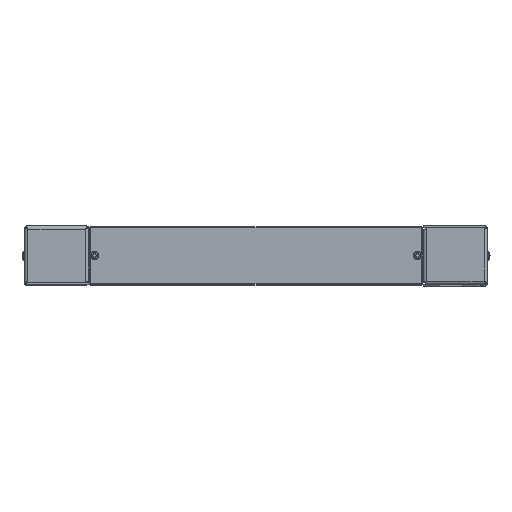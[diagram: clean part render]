
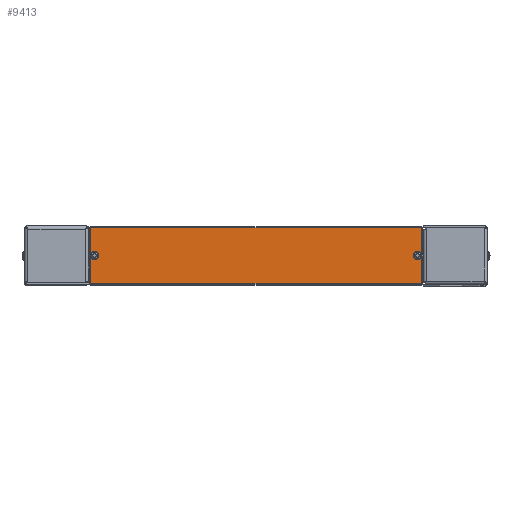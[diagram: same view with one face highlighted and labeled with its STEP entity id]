
A CAD part, top view. The second image highlights one B-rep face of the part: STEP entity #9413.
In plain terms, the highlighted face is planar.
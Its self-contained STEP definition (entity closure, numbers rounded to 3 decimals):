
#135 = CARTESIAN_POINT ( 'NONE',  ( 561.85, 48., -1. ) ) ;
#334 = EDGE_CURVE ( 'NONE', #8436, #4770, #9642, .T. ) ;
#424 = AXIS2_PLACEMENT_3D ( 'NONE', #3423, #4784, #1010 ) ;
#464 = PLANE ( 'NONE',  #9113 ) ;
#593 = CARTESIAN_POINT ( 'NONE',  ( 10.15, 48., -1. ) ) ;
#863 = EDGE_CURVE ( 'NONE', #1146, #3696, #6422, .T. ) ;
#893 = EDGE_LOOP ( 'NONE', ( #915, #2981 ) ) ;
#915 = ORIENTED_EDGE ( 'NONE', *, *, #334, .F. ) ;
#953 = FACE_BOUND ( 'NONE', #893, .T. ) ;
#985 = ORIENTED_EDGE ( 'NONE', *, *, #4741, .F. ) ;
#1010 = DIRECTION ( 'NONE',  ( -1., 0., 0. ) ) ;
#1146 = VERTEX_POINT ( 'NONE', #8302 ) ;
#1153 = DIRECTION ( 'NONE',  ( 0., 1., 0. ) ) ;
#1193 = VERTEX_POINT ( 'NONE', #1483 ) ;
#1483 = CARTESIAN_POINT ( 'NONE',  ( 0., 96., -1. ) ) ;
#1500 = VECTOR ( 'NONE', #5975, 1000. ) ;
#1733 = ORIENTED_EDGE ( 'NONE', *, *, #863, .F. ) ;
#1833 = VECTOR ( 'NONE', #9042, 1000. ) ;
#1895 = FACE_OUTER_BOUND ( 'NONE', #5574, .T. ) ;
#2041 = CARTESIAN_POINT ( 'NONE',  ( 0., 0., -1. ) ) ;
#2117 = CARTESIAN_POINT ( 'NONE',  ( 565.1, 48., -1. ) ) ;
#2155 = VECTOR ( 'NONE', #9164, 1000. ) ;
#2534 = DIRECTION ( 'NONE',  ( 0., 0., -1. ) ) ;
#2609 = CARTESIAN_POINT ( 'NONE',  ( 0., 0., -1. ) ) ;
#2631 = CARTESIAN_POINT ( 'NONE',  ( 572., 96., -1. ) ) ;
#2757 = DIRECTION ( 'NONE',  ( 0., 0., -1. ) ) ;
#2775 = CIRCLE ( 'NONE', #7662, 3.25 ) ;
#2894 = EDGE_CURVE ( 'NONE', #9365, #1193, #6391, .T. ) ;
#2981 = ORIENTED_EDGE ( 'NONE', *, *, #6474, .F. ) ;
#3042 = CARTESIAN_POINT ( 'NONE',  ( 572., 0., -1. ) ) ;
#3130 = LINE ( 'NONE', #9270, #2155 ) ;
#3224 = DIRECTION ( 'NONE',  ( 0., 0., -1. ) ) ;
#3326 = AXIS2_PLACEMENT_3D ( 'NONE', #8467, #3224, #6247 ) ;
#3389 = CARTESIAN_POINT ( 'NONE',  ( 572., 0., -1. ) ) ;
#3423 = CARTESIAN_POINT ( 'NONE',  ( 565.1, 48., -1. ) ) ;
#3523 = DIRECTION ( 'NONE',  ( -1., 0., 0. ) ) ;
#3566 = DIRECTION ( 'NONE',  ( 0., 0., -1. ) ) ;
#3696 = VERTEX_POINT ( 'NONE', #135 ) ;
#3934 = ORIENTED_EDGE ( 'NONE', *, *, #2894, .F. ) ;
#4136 = ORIENTED_EDGE ( 'NONE', *, *, #6324, .F. ) ;
#4262 = ORIENTED_EDGE ( 'NONE', *, *, #8685, .F. ) ;
#4741 = EDGE_CURVE ( 'NONE', #3696, #1146, #8390, .T. ) ;
#4770 = VERTEX_POINT ( 'NONE', #593 ) ;
#4784 = DIRECTION ( 'NONE',  ( 0., 0., -1. ) ) ;
#5442 = CARTESIAN_POINT ( 'NONE',  ( 3.65, 48., -1. ) ) ;
#5555 = DIRECTION ( 'NONE',  ( -1., 0., 0. ) ) ;
#5574 = EDGE_LOOP ( 'NONE', ( #9272, #3934, #4262, #4136 ) ) ;
#5908 = VERTEX_POINT ( 'NONE', #3042 ) ;
#5975 = DIRECTION ( 'NONE',  ( 0., -1., 0. ) ) ;
#6247 = DIRECTION ( 'NONE',  ( -1., 0., 0. ) ) ;
#6307 = CARTESIAN_POINT ( 'NONE',  ( 6.9, 48., -1. ) ) ;
#6324 = EDGE_CURVE ( 'NONE', #8356, #5908, #3130, .T. ) ;
#6391 = LINE ( 'NONE', #9399, #1833 ) ;
#6422 = CIRCLE ( 'NONE', #424, 3.25 ) ;
#6474 = EDGE_CURVE ( 'NONE', #4770, #8436, #2775, .T. ) ;
#6671 = AXIS2_PLACEMENT_3D ( 'NONE', #2117, #2757, #7409 ) ;
#6684 = LINE ( 'NONE', #3389, #6736 ) ;
#6736 = VECTOR ( 'NONE', #1153, 1000. ) ;
#7084 = CARTESIAN_POINT ( 'NONE',  ( 0., 0., -1. ) ) ;
#7262 = LINE ( 'NONE', #2609, #1500 ) ;
#7409 = DIRECTION ( 'NONE',  ( -1., 0., 0. ) ) ;
#7549 = EDGE_CURVE ( 'NONE', #1193, #8356, #7262, .T. ) ;
#7662 = AXIS2_PLACEMENT_3D ( 'NONE', #6307, #2534, #5555 ) ;
#8302 = CARTESIAN_POINT ( 'NONE',  ( 568.35, 48., -1. ) ) ;
#8356 = VERTEX_POINT ( 'NONE', #7084 ) ;
#8390 = CIRCLE ( 'NONE', #6671, 3.25 ) ;
#8436 = VERTEX_POINT ( 'NONE', #5442 ) ;
#8467 = CARTESIAN_POINT ( 'NONE',  ( 6.9, 48., -1. ) ) ;
#8676 = FACE_BOUND ( 'NONE', #9664, .T. ) ;
#8685 = EDGE_CURVE ( 'NONE', #5908, #9365, #6684, .T. ) ;
#9042 = DIRECTION ( 'NONE',  ( -1., 0., 0. ) ) ;
#9113 = AXIS2_PLACEMENT_3D ( 'NONE', #2041, #3566, #3523 ) ;
#9164 = DIRECTION ( 'NONE',  ( 1., 0., 0. ) ) ;
#9270 = CARTESIAN_POINT ( 'NONE',  ( 0., 0., -1. ) ) ;
#9272 = ORIENTED_EDGE ( 'NONE', *, *, #7549, .F. ) ;
#9365 = VERTEX_POINT ( 'NONE', #2631 ) ;
#9399 = CARTESIAN_POINT ( 'NONE',  ( 0., 96., -1. ) ) ;
#9413 = ADVANCED_FACE ( 'NONE', ( #953, #8676, #1895 ), #464, .T. ) ;
#9642 = CIRCLE ( 'NONE', #3326, 3.25 ) ;
#9664 = EDGE_LOOP ( 'NONE', ( #985, #1733 ) ) ;
